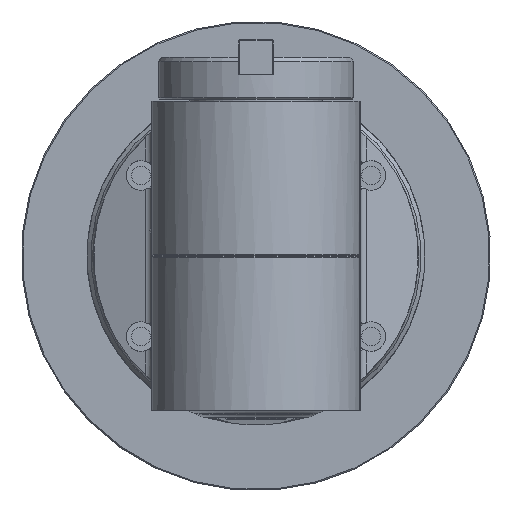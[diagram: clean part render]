
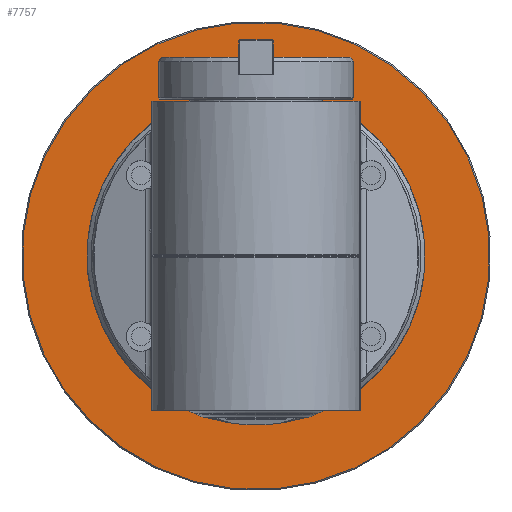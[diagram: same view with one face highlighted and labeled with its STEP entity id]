
A CAD part, left-side view. The second image highlights one B-rep face of the part: STEP entity #7757.
In plain terms, the highlighted face is planar.
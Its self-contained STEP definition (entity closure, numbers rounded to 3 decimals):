
#134=FACE_BOUND('',#1758,.T.);
#655=CIRCLE('',#8692,72.25);
#656=CIRCLE('',#8694,106.5);
#1236=FACE_OUTER_BOUND('',#1757,.T.);
#1757=EDGE_LOOP('',(#6987));
#1758=EDGE_LOOP('',(#6988));
#3673=VERTEX_POINT('',#14289);
#3674=VERTEX_POINT('',#14293);
#4785=EDGE_CURVE('',#3673,#3673,#655,.T.);
#4786=EDGE_CURVE('',#3674,#3674,#656,.T.);
#6987=ORIENTED_EDGE('',*,*,#4786,.T.);
#6988=ORIENTED_EDGE('',*,*,#4785,.T.);
#7303=PLANE('',#8693);
#7757=ADVANCED_FACE('',(#1236,#134),#7303,.T.);
#8692=AXIS2_PLACEMENT_3D('',#14291,#10900,#10901);
#8693=AXIS2_PLACEMENT_3D('',#14292,#10902,#10903);
#8694=AXIS2_PLACEMENT_3D('',#14294,#10904,#10905);
#10900=DIRECTION('center_axis',(-1.,0.,0.));
#10901=DIRECTION('ref_axis',(0.,0.985,-0.172));
#10902=DIRECTION('center_axis',(1.,0.,0.));
#10903=DIRECTION('ref_axis',(0.,1.,0.));
#10904=DIRECTION('center_axis',(1.,0.,0.));
#10905=DIRECTION('ref_axis',(0.,-1.,0.));
#14289=CARTESIAN_POINT('',(36.,-71.177,12.403));
#14291=CARTESIAN_POINT('Origin',(36.,0.,0.));
#14292=CARTESIAN_POINT('Origin',(36.,0.,-82.325));
#14293=CARTESIAN_POINT('',(36.,0.,106.5));
#14294=CARTESIAN_POINT('Origin',(36.,0.,0.));
